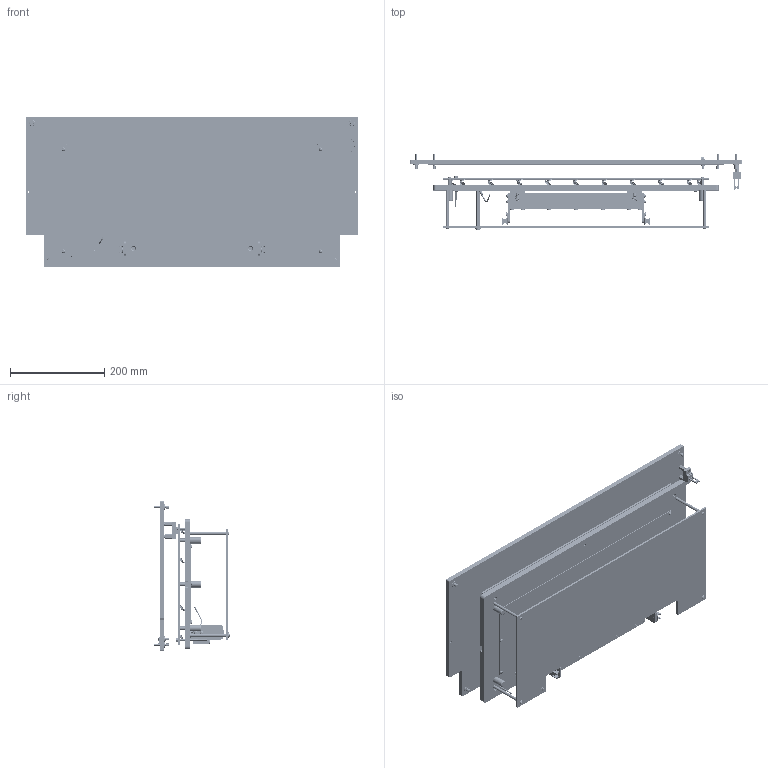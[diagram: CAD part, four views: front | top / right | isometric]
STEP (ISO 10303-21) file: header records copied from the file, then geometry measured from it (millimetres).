
FILE_DESCRIPTION (( 'STEP AP214' ), '1' );
FILE_NAME ('INGUN_42351.STEP', '2021-02-09T09:56:33', ( '' ), ( '' ), 'SwSTEP 2.0', 'SolidWorks 2018', '' );
FILE_SCHEMA (( 'AUTOMOTIVE_DESIGN' ));
Length unit declared in the file: millimetre
Products named in the file (46): 3283~0; 27436~0; 2229~6; 3827~0; 15522~1; 15518~0; ISO7380~n_M04,0x012; 13962~0_17mm<Standard>; ISO7380~n_M04,0x020; 5015~0; DIN923~n_M05x16-A2; 15523~1; 31230~0; 41899~3_flexiebel <S>; GKS-114-0015~-g-k-s_Hub = 08,0 <S>; DIN7991~n_M04,0x006; 2196~6; DIN912~n_M04,0x012; KS-113-Master~-k-s_KS-113 23; DIN7991~n_M04,0x020; 42347~0; SKB-IA~-s-k-i-a_M4,0x35 St; 2212~3; 15386~2; 15520~0; 15516~0; 12436~0; 1584~0_19mm<Standard>; SKB-II~-s-k-i-i_M4,0x18 Ku; DIN7991~n_M04,0x016; 15517~0; 3917~3_M 3 A; 2376~0; 42349~0; 42348~0; ISO7380~n_M03,0x008; DIN934~n_M04,0; 34619~0_S; 20839~0; 13712~1 ...
Assembly tree (157 placements, depth 3):
  INGUN_42351
    42350~0
    42349~0
    42348~0
    13712~1  x4
    DIN7991~n_M04,0x016  x7
    2212~3  x4
    2196~6  x3
    2229~6  x3
    31230~0
    1584~0_19mm<Standard>  x22
    42347~0
    15386~2
      15516~0
      15517~0  x7
      15518~0
      15519~0  x2
      DIN923~n_M05x16-A2  x2
      15520~0  x2
      15522~1
      15523~1
      13962~0_17mm<Standard>  x2
      27436~0  x2
      DIN7991~n_M04,0x006  x4
      DIN7991~n_M04,0x016  x21
      DIN7991~n_M04,0x020  x7
      ISO7380~n_M04,0x012  x4
      ISO7380~n_M03,0x008  x8
    20839~0
    SKB-II~-s-k-i-i_M4,0x18 Ku  x2
    12436~0  x4
    3827~0  x4
    ISO7380~n_M04,0x012  x10
    5015~0  x2
    34851~0_S
    ISO7380~n_M04,0x020
    3283~0  x2
    DIN934~n_M04,0  x2
    SKB-IA~-s-k-i-a_M4,0x35 St
    34619~0_S
    14846~0_S
    41899~3_flexiebel <S>
      KS-113-Master~-k-s_KS-113 23
      GKS-114-0015~-g-k-s_Hub = 08,0 <S>
      53731~0
      3917~3_M 3 A
    2376~0
    DIN7991~n_M04,0x020
    DIN912~n_M04,0x012  x4
Bounding box: 703 x 161.5 x 318 mm (x, y, z)
Volume: 5604022.2 mm3; surface area: 1746052.8 mm2
Topology: 160 solids, 160 shells, 5178 faces, 13267 edges, 8521 vertices
Faces by surface type: cylinder 3621, plane 883, cone 514, torus 108, bspline 48, sphere 4
Entity records: 117388 total; most frequent: CARTESIAN_POINT 21940, DIRECTION 16957, ORIENTED_EDGE 14310, EDGE_CURVE 7155, AXIS2_PLACEMENT_3D 7087, VERTEX_POINT 4686, EDGE_LOOP 4357, CIRCLE 4274
